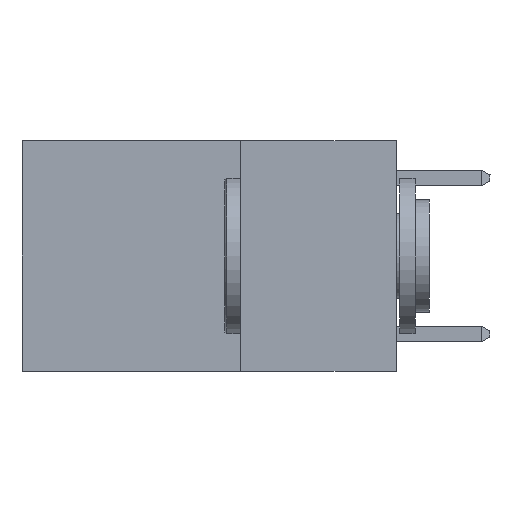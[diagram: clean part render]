
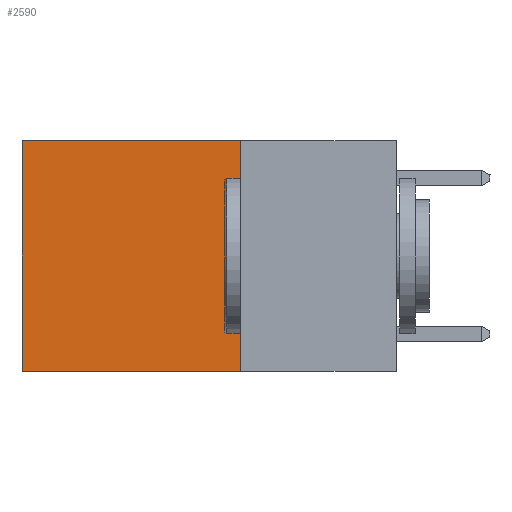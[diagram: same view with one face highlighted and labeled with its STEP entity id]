
A CAD part, left-side view. The second image highlights one B-rep face of the part: STEP entity #2590.
In plain terms, the highlighted planar face has unit normal (-1, 0, 0).
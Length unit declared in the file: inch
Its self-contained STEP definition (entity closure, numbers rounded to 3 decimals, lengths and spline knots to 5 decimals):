
#848 = EDGE_CURVE ( 'NONE', #9378, #2435, #8139, .T. ) ;
#893 = CARTESIAN_POINT ( 'NONE',  ( 0.2625, 0.6, 0. ) ) ;
#1131 = ORIENTED_EDGE ( 'NONE', *, *, #9825, .T. ) ;
#1300 = VECTOR ( 'NONE', #4219, 39.37008 ) ;
#1871 = CARTESIAN_POINT ( 'NONE',  ( 0.2625, 0.25, 0. ) ) ;
#2053 = VERTEX_POINT ( 'NONE', #1871 ) ;
#2162 = DIRECTION ( 'NONE',  ( 0., 0., -1. ) ) ;
#2305 = FACE_OUTER_BOUND ( 'NONE', #6163, .T. ) ;
#2435 = VERTEX_POINT ( 'NONE', #12461 ) ;
#2590 = ADVANCED_FACE ( 'NONE', ( #2305 ), #12712, .F. ) ;
#4219 = DIRECTION ( 'NONE',  ( 0., 0., -1. ) ) ;
#4881 = VECTOR ( 'NONE', #11994, 39.37008 ) ;
#6163 = EDGE_LOOP ( 'NONE', ( #9214, #12533, #6961, #1131 ) ) ;
#6796 = CARTESIAN_POINT ( 'NONE',  ( 0.2625, 0.25, 0. ) ) ;
#6961 = ORIENTED_EDGE ( 'NONE', *, *, #10402, .F. ) ;
#7000 = VERTEX_POINT ( 'NONE', #12180 ) ;
#7515 = LINE ( 'NONE', #11465, #1300 ) ;
#7998 = DIRECTION ( 'NONE',  ( 0., 0., -1. ) ) ;
#8139 = LINE ( 'NONE', #12575, #4881 ) ;
#9214 = ORIENTED_EDGE ( 'NONE', *, *, #14293, .T. ) ;
#9378 = VERTEX_POINT ( 'NONE', #14102 ) ;
#9825 = EDGE_CURVE ( 'NONE', #2053, #7000, #12896, .T. ) ;
#10380 = DIRECTION ( 'NONE',  ( 0., 1., 0. ) ) ;
#10402 = EDGE_CURVE ( 'NONE', #2053, #9378, #7515, .T. ) ;
#11465 = CARTESIAN_POINT ( 'NONE',  ( 0.2625, 0.25, 0. ) ) ;
#11520 = AXIS2_PLACEMENT_3D ( 'NONE', #13891, #15029, #7998 ) ;
#11994 = DIRECTION ( 'NONE',  ( 0., 1., 0. ) ) ;
#12180 = CARTESIAN_POINT ( 'NONE',  ( 0.2625, 0.6, 0. ) ) ;
#12461 = CARTESIAN_POINT ( 'NONE',  ( 0.2625, 0.6, -0.37 ) ) ;
#12533 = ORIENTED_EDGE ( 'NONE', *, *, #848, .F. ) ;
#12575 = CARTESIAN_POINT ( 'NONE',  ( 0.2625, 0.25, -0.37 ) ) ;
#12712 = PLANE ( 'NONE',  #11520 ) ;
#12896 = LINE ( 'NONE', #6796, #15635 ) ;
#13891 = CARTESIAN_POINT ( 'NONE',  ( 0.2625, 0.25, 0. ) ) ;
#14102 = CARTESIAN_POINT ( 'NONE',  ( 0.2625, 0.25, -0.37 ) ) ;
#14186 = VECTOR ( 'NONE', #2162, 39.37008 ) ;
#14293 = EDGE_CURVE ( 'NONE', #7000, #2435, #14536, .T. ) ;
#14536 = LINE ( 'NONE', #893, #14186 ) ;
#15029 = DIRECTION ( 'NONE',  ( 1., 0., 0. ) ) ;
#15635 = VECTOR ( 'NONE', #10380, 39.37008 ) ;
